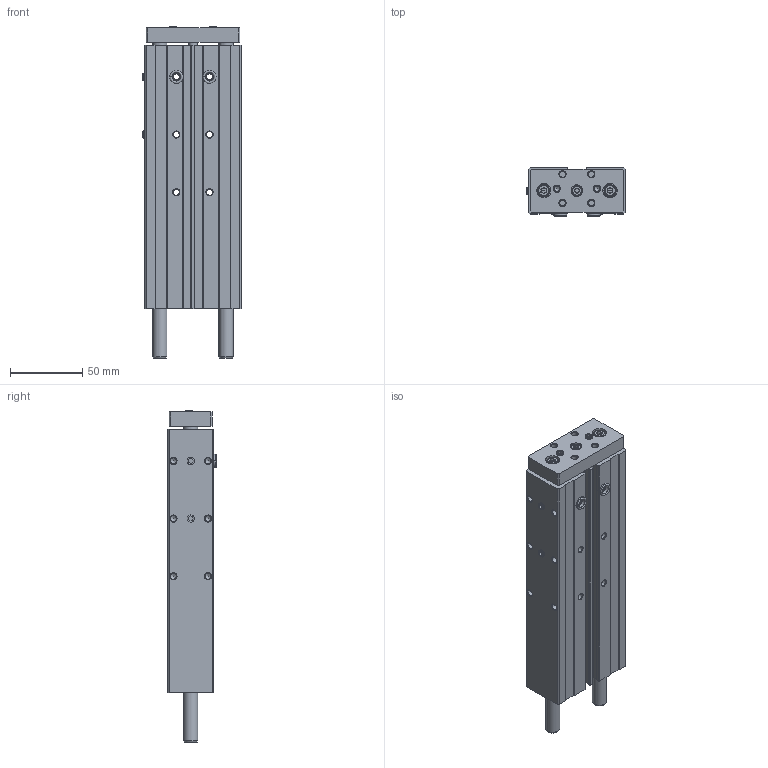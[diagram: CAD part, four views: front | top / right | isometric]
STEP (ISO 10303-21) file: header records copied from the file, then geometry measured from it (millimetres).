
FILE_DESCRIPTION(/* description */ ('STEP AP214'),/* implementation_level */ '2;1');
FILE_NAME(/* name */ '559465_DFM-16-125-B-PPV-A-KF',/* time_stamp */ '2024-08-14T20:15:29+02:00',/* author */ ('License CC BY-ND 4.0'),/* organization */ ('CADENAS'),/* preprocessor_version */ 'ST-DEVELOPER v19.3',/* originating_system */ 'PARTsolutions',/* authorisation */ ' ');
FILE_SCHEMA (('AUTOMOTIVE_DESIGN {1 0 10303 214 3 1 1}'));
Length unit declared in the file: millimetre
Products named in the file (6): 559465 DFM-16-125-B-PPV-A-KF---(0); 529120 DFM---16-125-B-PPV-A-KF---(ZR) 125; 529120 DFM-16-125-B-PPV-A-KF---(K); 8146543 ZBH-5-B; 8137184 ZBH-9-B; DIN-913 - M5x5
Assembly tree (10 placements, depth 2):
  559465 DFM-16-125-B-PPV-A-KF---(0)
    529120 DFM---16-125-B-PPV-A-KF---(ZR) 125
    529120 DFM-16-125-B-PPV-A-KF---(K)
    8146543 ZBH-5-B  x4
    8137184 ZBH-9-B  x2
    DIN-913 - M5x5  x2
Bounding box: 68.3 x 33.8 x 230.3 mm (x, y, z)
Volume: 359876.7 mm3; surface area: 97595.5 mm2
Topology: 10 solids, 10 shells, 371 faces, 869 edges, 558 vertices
Faces by surface type: plane 154, cylinder 132, cone 70, torus 15
Full cylindrical faces by diameter (mm): 3.242 x2, 3.3 x2, 4.134 x23, 4.3 x6, 5 x8, 6 x2, 7 x1, 7.5 x6, 8 x1, 9 x2, 10 x6, 12.5 x1, 16 x2
Entity records: 9162 total; most frequent: CARTESIAN_POINT 1613, DIRECTION 1610, ORIENTED_EDGE 1308, EDGE_CURVE 654, AXIS2_PLACEMENT_3D 648, FACE_BOUND 517, EDGE_LOOP 506, VERTEX_POINT 495
